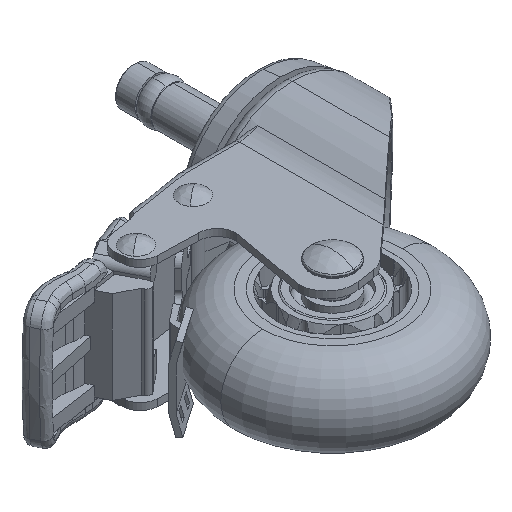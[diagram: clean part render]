
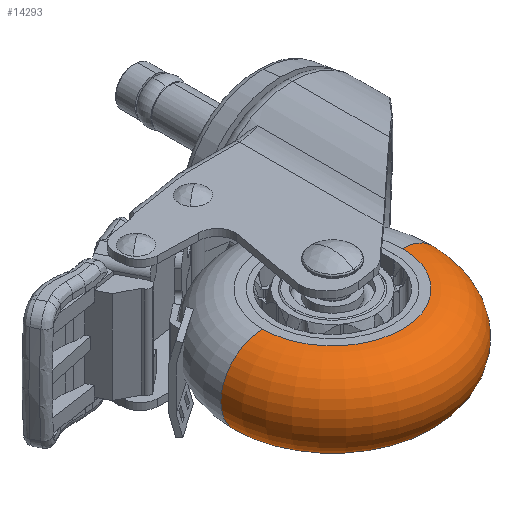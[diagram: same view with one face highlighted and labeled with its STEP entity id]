
A CAD part, isometric view. The second image highlights one B-rep face of the part: STEP entity #14293.
In plain terms, the highlighted toroidal (fillet/blend) face has major radius 20 mm and minor radius 12 mm.
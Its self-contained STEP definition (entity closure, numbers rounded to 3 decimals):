
#1436 = DIRECTION ( 'NONE',  ( 0., -1., 0. ) ) ;
#1466 = EDGE_CURVE ( 'NONE', #27257, #17350, #26505, .T. ) ;
#1619 = DIRECTION ( 'NONE',  ( 0., 0., 1. ) ) ;
#1986 = VERTEX_POINT ( 'NONE', #10134 ) ;
#2076 = ORIENTED_EDGE ( 'NONE', *, *, #33515, .T. ) ;
#2379 = EDGE_LOOP ( 'NONE', ( #10515, #6144, #2076, #33359 ) ) ;
#3004 = DIRECTION ( 'NONE',  ( -1., 0., 0. ) ) ;
#3250 = FACE_OUTER_BOUND ( 'NONE', #2379, .T. ) ;
#5486 = DIRECTION ( 'NONE',  ( 0., 1., 0. ) ) ;
#6144 = ORIENTED_EDGE ( 'NONE', *, *, #13895, .T. ) ;
#7549 = DIRECTION ( 'NONE',  ( -1., 0., 0. ) ) ;
#10134 = CARTESIAN_POINT ( 'NONE',  ( 12., 0., 20. ) ) ;
#10515 = ORIENTED_EDGE ( 'NONE', *, *, #12131, .F. ) ;
#11102 = CARTESIAN_POINT ( 'NONE',  ( -12., 0., -20. ) ) ;
#12131 = EDGE_CURVE ( 'NONE', #20586, #27257, #30215, .T. ) ;
#12648 = AXIS2_PLACEMENT_3D ( 'NONE', #37730, #31506, #1619 ) ;
#13895 = EDGE_CURVE ( 'NONE', #20586, #1986, #33934, .T. ) ;
#14293 = ADVANCED_FACE ( 'NONE', ( #3250 ), #32489, .T. ) ;
#14682 = AXIS2_PLACEMENT_3D ( 'NONE', #19444, #1436, #22497 ) ;
#17350 = VERTEX_POINT ( 'NONE', #23140 ) ;
#19444 = CARTESIAN_POINT ( 'NONE',  ( 0., 0., 20. ) ) ;
#20586 = VERTEX_POINT ( 'NONE', #32986 ) ;
#21025 = CARTESIAN_POINT ( 'NONE',  ( -12., 0., 0. ) ) ;
#22497 = DIRECTION ( 'NONE',  ( 0., 0., -1. ) ) ;
#23140 = CARTESIAN_POINT ( 'NONE',  ( -12., 0., 20. ) ) ;
#23527 = CARTESIAN_POINT ( 'NONE',  ( 0., 0., -20. ) ) ;
#24031 = DIRECTION ( 'NONE',  ( 0., 0., 1. ) ) ;
#25584 = CARTESIAN_POINT ( 'NONE',  ( 12., 0., 0. ) ) ;
#26505 = CIRCLE ( 'NONE', #28150, 20. ) ;
#26550 = DIRECTION ( 'NONE',  ( 0., 0., 1. ) ) ;
#27257 = VERTEX_POINT ( 'NONE', #11102 ) ;
#28150 = AXIS2_PLACEMENT_3D ( 'NONE', #21025, #3004, #24031 ) ;
#28633 = DIRECTION ( 'NONE',  ( 0., 0., 1. ) ) ;
#28800 = AXIS2_PLACEMENT_3D ( 'NONE', #23527, #5486, #26550 ) ;
#30215 = CIRCLE ( 'NONE', #28800, 12. ) ;
#31006 = CIRCLE ( 'NONE', #14682, 12. ) ;
#31506 = DIRECTION ( 'NONE',  ( -1., 0., 0. ) ) ;
#32489 = TOROIDAL_SURFACE ( 'NONE', #12648, 20., 12. ) ;
#32986 = CARTESIAN_POINT ( 'NONE',  ( 12., 0., -20. ) ) ;
#33359 = ORIENTED_EDGE ( 'NONE', *, *, #1466, .F. ) ;
#33515 = EDGE_CURVE ( 'NONE', #1986, #17350, #31006, .T. ) ;
#33934 = CIRCLE ( 'NONE', #36406, 20. ) ;
#36406 = AXIS2_PLACEMENT_3D ( 'NONE', #25584, #7549, #28633 ) ;
#37730 = CARTESIAN_POINT ( 'NONE',  ( 0., 0., 0. ) ) ;
